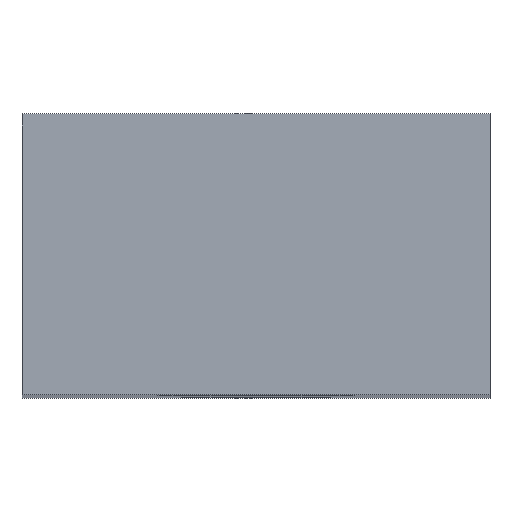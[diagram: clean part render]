
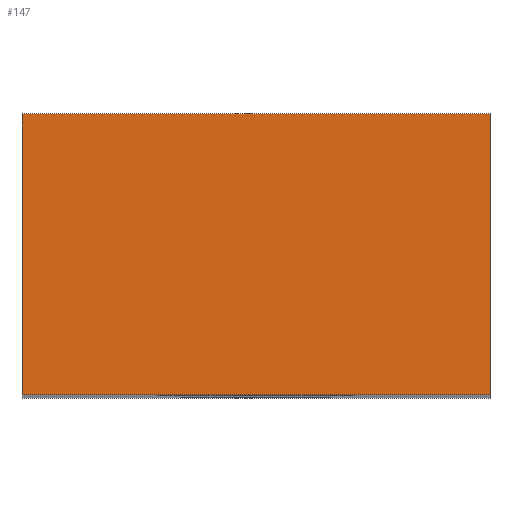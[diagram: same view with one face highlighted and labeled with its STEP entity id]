
A CAD part, top view. The second image highlights one B-rep face of the part: STEP entity #147.
In plain terms, the highlighted planar face has unit normal (0, 0, 1).
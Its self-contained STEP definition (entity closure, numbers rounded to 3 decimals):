
#19=PLANE('',#182);
#27=FACE_OUTER_BOUND('',#35,.T.);
#35=EDGE_LOOP('',(#115,#116,#117,#118));
#47=LINE('',#244,#61);
#48=LINE('',#246,#62);
#49=LINE('',#248,#63);
#50=LINE('',#249,#64);
#61=VECTOR('',#206,10.);
#62=VECTOR('',#207,10.);
#63=VECTOR('',#208,10.);
#64=VECTOR('',#209,10.);
#81=VERTEX_POINT('',#242);
#82=VERTEX_POINT('',#243);
#83=VERTEX_POINT('',#245);
#84=VERTEX_POINT('',#247);
#95=EDGE_CURVE('',#81,#82,#47,.T.);
#96=EDGE_CURVE('',#82,#83,#48,.T.);
#97=EDGE_CURVE('',#84,#83,#49,.T.);
#98=EDGE_CURVE('',#81,#84,#50,.T.);
#115=ORIENTED_EDGE('',*,*,#95,.T.);
#116=ORIENTED_EDGE('',*,*,#96,.T.);
#117=ORIENTED_EDGE('',*,*,#97,.F.);
#118=ORIENTED_EDGE('',*,*,#98,.F.);
#147=ADVANCED_FACE('',(#27),#19,.T.);
#182=AXIS2_PLACEMENT_3D('',#241,#204,#205);
#204=DIRECTION('center_axis',(0.,0.,1.));
#205=DIRECTION('ref_axis',(1.,0.,0.));
#206=DIRECTION('',(1.,0.,0.));
#207=DIRECTION('',(0.,1.,0.));
#208=DIRECTION('',(1.,0.,0.));
#209=DIRECTION('',(0.,1.,0.));
#241=CARTESIAN_POINT('Origin',(-5.,0.,20.));
#242=CARTESIAN_POINT('',(-5.,0.,20.));
#243=CARTESIAN_POINT('',(5.,0.,20.));
#244=CARTESIAN_POINT('',(-5.,0.,20.));
#245=CARTESIAN_POINT('',(5.,6.,20.));
#246=CARTESIAN_POINT('',(5.,0.,20.));
#247=CARTESIAN_POINT('',(-5.,6.,20.));
#248=CARTESIAN_POINT('',(-5.,6.,20.));
#249=CARTESIAN_POINT('',(-5.,0.,20.));
